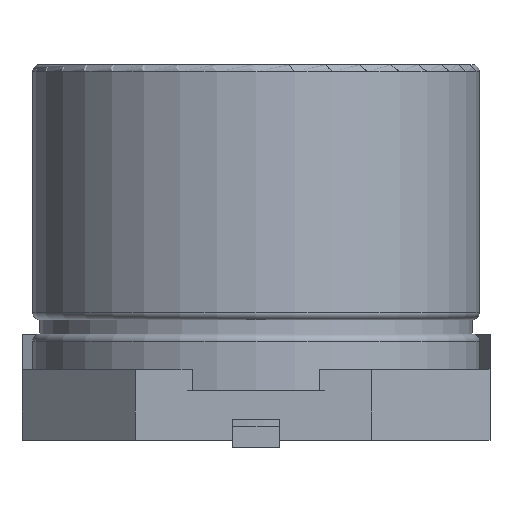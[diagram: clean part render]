
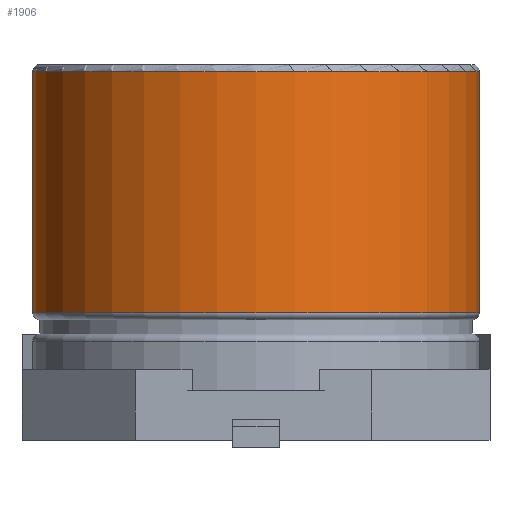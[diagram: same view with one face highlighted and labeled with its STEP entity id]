
A CAD part, left-side view. The second image highlights one B-rep face of the part: STEP entity #1906.
In plain terms, the highlighted cylindrical face has radius 3.15 mm (diameter 6.3 mm), a full revolution.
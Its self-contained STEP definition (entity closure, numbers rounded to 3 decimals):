
#276=FACE_OUTER_BOUND('',#345,.T.);
#345=EDGE_LOOP('',(#1674,#1675,#1676,#1677));
#496=LINE('',#3613,#635);
#635=VECTOR('',#2345,3.15);
#663=CIRCLE('',#2013,3.15);
#666=CIRCLE('',#2017,3.15);
#923=VERTEX_POINT('',#3605);
#925=VERTEX_POINT('',#3611);
#1217=EDGE_CURVE('',#923,#923,#663,.T.);
#1220=EDGE_CURVE('',#925,#925,#666,.T.);
#1221=EDGE_CURVE('',#925,#923,#496,.T.);
#1674=ORIENTED_EDGE('',*,*,#1220,.F.);
#1675=ORIENTED_EDGE('',*,*,#1221,.T.);
#1676=ORIENTED_EDGE('',*,*,#1217,.F.);
#1677=ORIENTED_EDGE('',*,*,#1221,.F.);
#1845=CYLINDRICAL_SURFACE('',#2016,3.15);
#1906=ADVANCED_FACE('',(#276),#1845,.T.);
#2013=AXIS2_PLACEMENT_3D('',#3606,#2335,#2336);
#2016=AXIS2_PLACEMENT_3D('',#3610,#2341,#2342);
#2017=AXIS2_PLACEMENT_3D('',#3612,#2343,#2344);
#2335=DIRECTION('center_axis',(0.,0.,-1.));
#2336=DIRECTION('ref_axis',(0.,-1.,0.));
#2341=DIRECTION('center_axis',(0.,0.,1.));
#2342=DIRECTION('ref_axis',(0.,-1.,0.));
#2343=DIRECTION('center_axis',(0.,0.,1.));
#2344=DIRECTION('ref_axis',(0.,-1.,0.));
#2345=DIRECTION('',(0.,0.,-1.));
#3605=CARTESIAN_POINT('',(0.,3.15,1.9));
#3606=CARTESIAN_POINT('Origin',(0.,0.,1.9));
#3610=CARTESIAN_POINT('Origin',(0.,0.,1.8));
#3611=CARTESIAN_POINT('',(0.,3.15,5.3));
#3612=CARTESIAN_POINT('Origin',(0.,0.,5.3));
#3613=CARTESIAN_POINT('',(0.,3.15,1.8));
